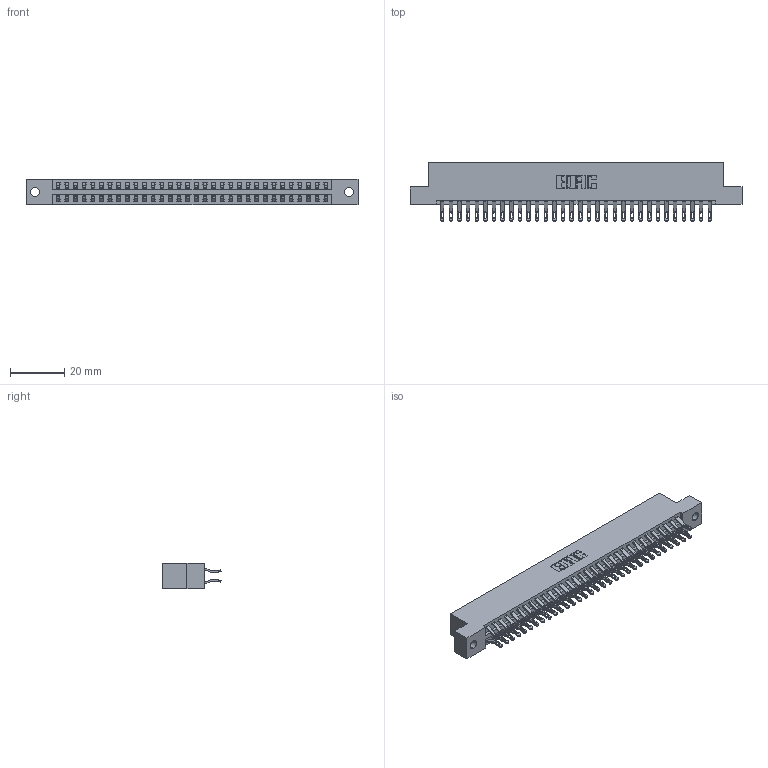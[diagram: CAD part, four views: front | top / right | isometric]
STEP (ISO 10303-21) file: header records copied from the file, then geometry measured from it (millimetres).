
FILE_DESCRIPTION (( 'STEP AP203' ), '1' );
FILE_NAME ('396-064-555-202.STEP', '2018-09-08T17:25:33', ( '' ), ( '' ), 'SwSTEP 2.0', 'SolidWorks 2016', '' );
FILE_SCHEMA (( 'CONFIG_CONTROL_DESIGN' ));
Length unit declared in the file: inch
Products named in the file (3): 346 Part_Flush Mounting Lugs - 0.128 Dia; 345-292-001_555 Tail; 396-064-555-202
Assembly tree (65 placements, depth 2):
  396-064-555-202
    346 Part_Flush Mounting Lugs - 0.128 Dia
    345-292-001_555 Tail  x64
Bounding box: 122.17 x 21.46 x 9.4 mm (x, y, z)
Volume: 11984.8 mm3; surface area: 16709.2 mm2
Topology: 65 solids, 65 shells, 3834 faces, 12041 edges, 8026 vertices
Faces by surface type: plane 2188, cylinder 1646
Entity records: 22559 total; most frequent: CARTESIAN_POINT 3766, ORIENTED_EDGE 3670, DIRECTION 3339, EDGE_CURVE 1835, LINE 1555, VECTOR 1555, VERTEX_POINT 1222, AXIS2_PLACEMENT_3D 892
